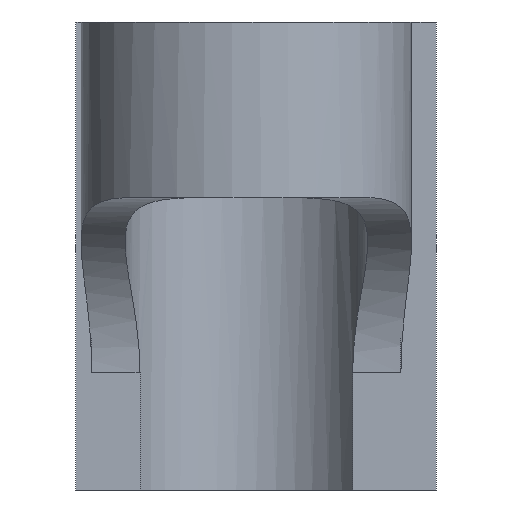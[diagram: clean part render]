
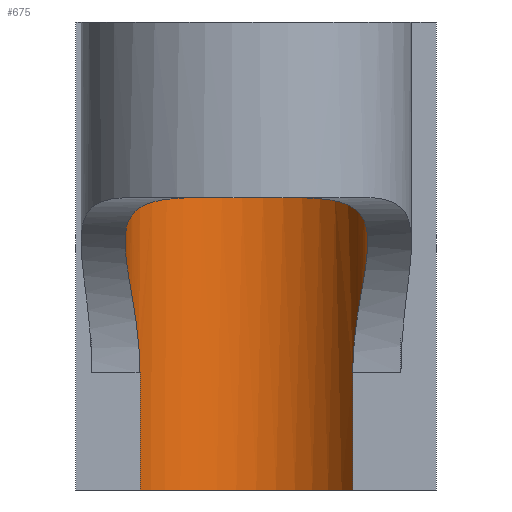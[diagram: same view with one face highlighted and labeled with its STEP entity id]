
A CAD part, front view. The second image highlights one B-rep face of the part: STEP entity #675.
In plain terms, the highlighted cylindrical face has radius 4.15 mm (diameter 8.3 mm), a partial arc.
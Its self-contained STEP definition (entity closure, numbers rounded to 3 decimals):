
#23=B_SPLINE_CURVE_WITH_KNOTS('',3,(#1044,#1045,#1046,#1047,#1048,#1049,
#1050,#1051,#1052,#1053,#1054,#1055,#1056,#1057,#1058,#1059,#1060,#1061),
 .UNSPECIFIED.,.F.,.F.,(4,2,2,2,2,2,2,2,4),(1.146,1.379,
1.612,1.728,1.845,1.913,1.981,
2.137,2.184),.UNSPECIFIED.);
#25=B_SPLINE_CURVE_WITH_KNOTS('',3,(#1089,#1090,#1091,#1092,#1093,#1094,
#1095,#1096,#1097,#1098,#1099,#1100,#1101,#1102,#1103,#1104,#1105,#1106),
 .UNSPECIFIED.,.F.,.F.,(4,2,2,2,2,2,2,2,4),(2.402,2.449,
2.605,2.673,2.741,2.857,2.974,
3.206,3.439),.UNSPECIFIED.);
#37=CYLINDRICAL_SURFACE('',#740,4.15);
#79=FACE_OUTER_BOUND('',#117,.T.);
#117=EDGE_LOOP('',(#525,#526,#527,#528,#529,#530,#531));
#162=LINE('',#1071,#221);
#172=LINE('',#1197,#231);
#221=VECTOR('',#839,10.);
#231=VECTOR('',#865,10.);
#273=CIRCLE('',#724,4.15);
#275=CIRCLE('',#726,4.15);
#280=CIRCLE('',#741,4.15);
#306=VERTEX_POINT('',#1007);
#307=VERTEX_POINT('',#1008);
#309=VERTEX_POINT('',#1013);
#314=VERTEX_POINT('',#1042);
#318=VERTEX_POINT('',#1069);
#320=VERTEX_POINT('',#1088);
#330=VERTEX_POINT('',#1195);
#373=EDGE_CURVE('',#306,#307,#273,.T.);
#376=EDGE_CURVE('',#307,#309,#275,.T.);
#385=EDGE_CURVE('',#314,#306,#23,.T.);
#390=EDGE_CURVE('',#314,#318,#162,.T.);
#392=EDGE_CURVE('',#309,#320,#25,.T.);
#407=EDGE_CURVE('',#330,#318,#280,.T.);
#408=EDGE_CURVE('',#320,#330,#172,.T.);
#525=ORIENTED_EDGE('',*,*,#373,.F.);
#526=ORIENTED_EDGE('',*,*,#385,.F.);
#527=ORIENTED_EDGE('',*,*,#390,.T.);
#528=ORIENTED_EDGE('',*,*,#407,.F.);
#529=ORIENTED_EDGE('',*,*,#408,.F.);
#530=ORIENTED_EDGE('',*,*,#392,.F.);
#531=ORIENTED_EDGE('',*,*,#376,.F.);
#675=ADVANCED_FACE('',(#79),#37,.F.);
#724=AXIS2_PLACEMENT_3D('',#1009,#810,#811);
#726=AXIS2_PLACEMENT_3D('',#1014,#815,#816);
#740=AXIS2_PLACEMENT_3D('',#1194,#861,#862);
#741=AXIS2_PLACEMENT_3D('',#1196,#863,#864);
#810=DIRECTION('center_axis',(0.,0.,-1.));
#811=DIRECTION('ref_axis',(1.,0.,0.));
#815=DIRECTION('center_axis',(0.,0.,-1.));
#816=DIRECTION('ref_axis',(1.,0.,0.));
#839=DIRECTION('',(0.,0.,-1.));
#861=DIRECTION('center_axis',(0.,0.,-1.));
#862=DIRECTION('ref_axis',(0.,1.,0.));
#863=DIRECTION('center_axis',(0.,0.,1.));
#864=DIRECTION('ref_axis',(1.,0.,0.));
#865=DIRECTION('',(0.,0.,-1.));
#1007=CARTESIAN_POINT('',(-1.1,-16.,-19.55));
#1008=CARTESIAN_POINT('',(-4.137,-12.002,-19.55));
#1009=CARTESIAN_POINT('Origin',(0.013,-12.002,-19.55));
#1013=CARTESIAN_POINT('',(1.127,-16.,-19.55));
#1014=CARTESIAN_POINT('Origin',(0.013,-12.002,-19.55));
#1042=CARTESIAN_POINT('',(-3.622,-10.,-25.55));
#1044=CARTESIAN_POINT('Ctrl Pts',(-3.622,-10.,-25.55));
#1045=CARTESIAN_POINT('Ctrl Pts',(-3.622,-10.,-24.774));
#1046=CARTESIAN_POINT('Ctrl Pts',(-3.72,-10.158,-23.961));
#1047=CARTESIAN_POINT('Ctrl Pts',(-3.969,-10.786,-22.472));
#1048=CARTESIAN_POINT('Ctrl Pts',(-4.107,-11.256,-21.795));
#1049=CARTESIAN_POINT('Ctrl Pts',(-4.145,-12.089,-20.983));
#1050=CARTESIAN_POINT('Ctrl Pts',(-4.131,-12.421,-20.717));
#1051=CARTESIAN_POINT('Ctrl Pts',(-4.,-13.117,-20.272));
#1052=CARTESIAN_POINT('Ctrl Pts',(-3.882,-13.482,-20.093));
#1053=CARTESIAN_POINT('Ctrl Pts',(-3.629,-14.003,-19.888));
#1054=CARTESIAN_POINT('Ctrl Pts',(-3.509,-14.21,-19.82));
#1055=CARTESIAN_POINT('Ctrl Pts',(-3.23,-14.602,-19.711));
#1056=CARTESIAN_POINT('Ctrl Pts',(-3.071,-14.788,-19.671));
#1057=CARTESIAN_POINT('Ctrl Pts',(-2.545,-15.31,-19.578));
#1058=CARTESIAN_POINT('Ctrl Pts',(-2.081,-15.628,-19.558));
#1059=CARTESIAN_POINT('Ctrl Pts',(-1.417,-15.901,-19.55));
#1060=CARTESIAN_POINT('Ctrl Pts',(-1.26,-15.956,-19.55));
#1061=CARTESIAN_POINT('Ctrl Pts',(-1.1,-16.,-19.55));
#1069=CARTESIAN_POINT('',(-3.622,-10.,-29.55));
#1071=CARTESIAN_POINT('',(-3.622,-10.,-13.55));
#1088=CARTESIAN_POINT('',(3.648,-10.,-25.55));
#1089=CARTESIAN_POINT('Ctrl Pts',(1.127,-16.,-19.55));
#1090=CARTESIAN_POINT('Ctrl Pts',(1.286,-15.956,-19.55));
#1091=CARTESIAN_POINT('Ctrl Pts',(1.444,-15.901,-19.55));
#1092=CARTESIAN_POINT('Ctrl Pts',(2.107,-15.628,-19.558));
#1093=CARTESIAN_POINT('Ctrl Pts',(2.571,-15.31,-19.578));
#1094=CARTESIAN_POINT('Ctrl Pts',(3.097,-14.788,-19.671));
#1095=CARTESIAN_POINT('Ctrl Pts',(3.256,-14.602,-19.711));
#1096=CARTESIAN_POINT('Ctrl Pts',(3.535,-14.21,-19.82));
#1097=CARTESIAN_POINT('Ctrl Pts',(3.655,-14.003,-19.888));
#1098=CARTESIAN_POINT('Ctrl Pts',(3.908,-13.482,-20.093));
#1099=CARTESIAN_POINT('Ctrl Pts',(4.026,-13.117,-20.272));
#1100=CARTESIAN_POINT('Ctrl Pts',(4.157,-12.421,-20.717));
#1101=CARTESIAN_POINT('Ctrl Pts',(4.172,-12.089,-20.983));
#1102=CARTESIAN_POINT('Ctrl Pts',(4.133,-11.256,-21.795));
#1103=CARTESIAN_POINT('Ctrl Pts',(3.995,-10.786,-22.472));
#1104=CARTESIAN_POINT('Ctrl Pts',(3.746,-10.158,-23.961));
#1105=CARTESIAN_POINT('Ctrl Pts',(3.648,-10.,-24.774));
#1106=CARTESIAN_POINT('Ctrl Pts',(3.648,-10.,-25.55));
#1194=CARTESIAN_POINT('Origin',(0.013,-12.002,-13.55));
#1195=CARTESIAN_POINT('',(3.648,-10.,-29.55));
#1196=CARTESIAN_POINT('Origin',(0.013,-12.002,-29.55));
#1197=CARTESIAN_POINT('',(3.648,-10.,-13.55));
